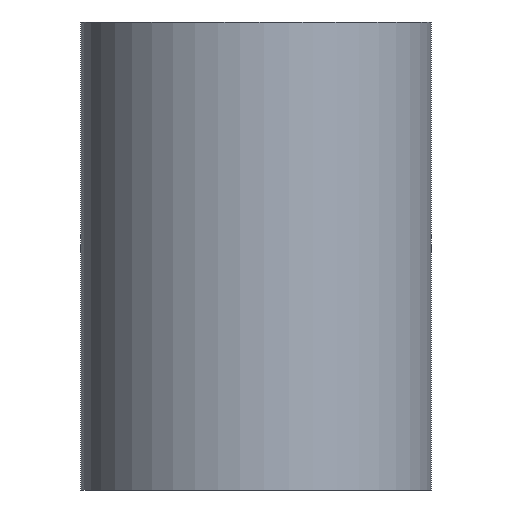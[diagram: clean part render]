
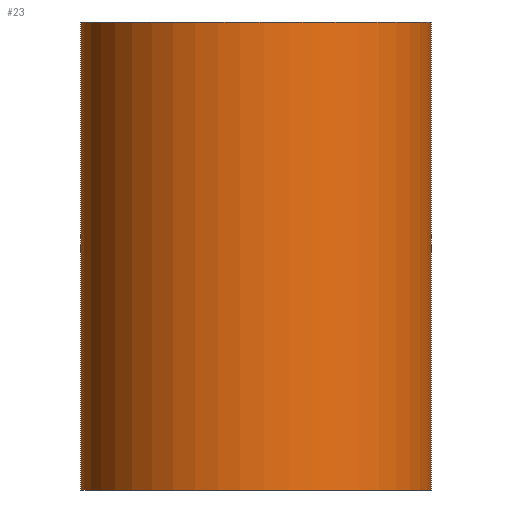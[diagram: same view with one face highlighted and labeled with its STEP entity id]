
A CAD part, left-side view. The second image highlights one B-rep face of the part: STEP entity #23.
In plain terms, the highlighted cylindrical face has radius 15 mm (diameter 30 mm), a partial arc.
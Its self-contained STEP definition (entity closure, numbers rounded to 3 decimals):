
#23=ADVANCED_FACE('',(#31),#133,.T.);
#31=FACE_OUTER_BOUND('',#39,.T.);
#39=EDGE_LOOP('',(#62,#63,#64,#65));
#62=ORIENTED_EDGE('',*,*,#91,.F.);
#63=ORIENTED_EDGE('',*,*,#94,.T.);
#64=ORIENTED_EDGE('',*,*,#84,.T.);
#65=ORIENTED_EDGE('',*,*,#95,.T.);
#84=EDGE_CURVE('',#118,#119,#98,.T.);
#91=EDGE_CURVE('',#124,#125,#101,.T.);
#94=EDGE_CURVE('',#124,#118,#112,.T.);
#95=EDGE_CURVE('',#119,#125,#113,.T.);
#98=(
BOUNDED_CURVE()
B_SPLINE_CURVE(2,(#385,#386,#387,#388,#389,#390,#391,#392,#393),
 .UNSPECIFIED.,.F.,.F.)
B_SPLINE_CURVE_WITH_KNOTS((3,2,2,2,3),(-92.246,-69.185,
-46.123,-23.062,0.),.UNSPECIFIED.)
CURVE()
GEOMETRIC_REPRESENTATION_ITEM()
RATIONAL_B_SPLINE_CURVE((1.,0.719,1.,0.719,1.,0.719,
1.,0.719,1.))
REPRESENTATION_ITEM('')
);
#101=(
BOUNDED_CURVE()
B_SPLINE_CURVE(2,(#420,#421,#422,#423,#424,#425,#426,#427,#428),
 .UNSPECIFIED.,.F.,.F.)
B_SPLINE_CURVE_WITH_KNOTS((3,2,2,2,3),(0.,23.062,46.123,
69.185,92.246),.UNSPECIFIED.)
CURVE()
GEOMETRIC_REPRESENTATION_ITEM()
RATIONAL_B_SPLINE_CURVE((1.,0.719,1.,0.719,1.,0.719,
1.,0.719,1.))
REPRESENTATION_ITEM('')
);
#112=B_SPLINE_CURVE_WITH_KNOTS('',1,(#433,#434),.UNSPECIFIED.,.F.,.F.,(2,
2),(0.,40.),.UNSPECIFIED.);
#113=B_SPLINE_CURVE_WITH_KNOTS('',1,(#435,#436),.UNSPECIFIED.,.F.,.F.,(2,
2),(0.,40.),.UNSPECIFIED.);
#118=VERTEX_POINT('',#351);
#119=VERTEX_POINT('',#352);
#124=VERTEX_POINT('',#357);
#125=VERTEX_POINT('',#358);
#133=CYLINDRICAL_SURFACE('',#316,15.);
#316=AXIS2_PLACEMENT_3D('',#344,#330,$);
#330=DIRECTION('',(0.,0.,1.));
#344=CARTESIAN_POINT('',(0.,0.,20.));
#351=CARTESIAN_POINT('',(14.967,1.,0.));
#352=CARTESIAN_POINT('',(14.967,-1.,0.));
#357=CARTESIAN_POINT('',(14.967,1.,40.));
#358=CARTESIAN_POINT('',(14.967,-1.,40.));
#385=CARTESIAN_POINT('',(14.967,1.,0.));
#386=CARTESIAN_POINT('',(13.999,15.476,0.));
#387=CARTESIAN_POINT('',(-0.5,14.992,0.));
#388=CARTESIAN_POINT('',(-15.,14.508,0.));
#389=CARTESIAN_POINT('',(-15.,0.,0.));
#390=CARTESIAN_POINT('',(-15.,-14.508,0.));
#391=CARTESIAN_POINT('',(-0.5,-14.992,0.));
#392=CARTESIAN_POINT('',(13.999,-15.476,0.));
#393=CARTESIAN_POINT('',(14.967,-1.,0.));
#420=CARTESIAN_POINT('',(14.967,1.,40.));
#421=CARTESIAN_POINT('',(13.999,15.476,40.));
#422=CARTESIAN_POINT('',(-0.5,14.992,40.));
#423=CARTESIAN_POINT('',(-15.,14.508,40.));
#424=CARTESIAN_POINT('',(-15.,0.,40.));
#425=CARTESIAN_POINT('',(-15.,-14.508,40.));
#426=CARTESIAN_POINT('',(-0.5,-14.992,40.));
#427=CARTESIAN_POINT('',(13.999,-15.476,40.));
#428=CARTESIAN_POINT('',(14.967,-1.,40.));
#433=CARTESIAN_POINT('',(14.967,1.,40.));
#434=CARTESIAN_POINT('',(14.967,1.,0.));
#435=CARTESIAN_POINT('',(14.967,-1.,0.));
#436=CARTESIAN_POINT('',(14.967,-1.,40.));
